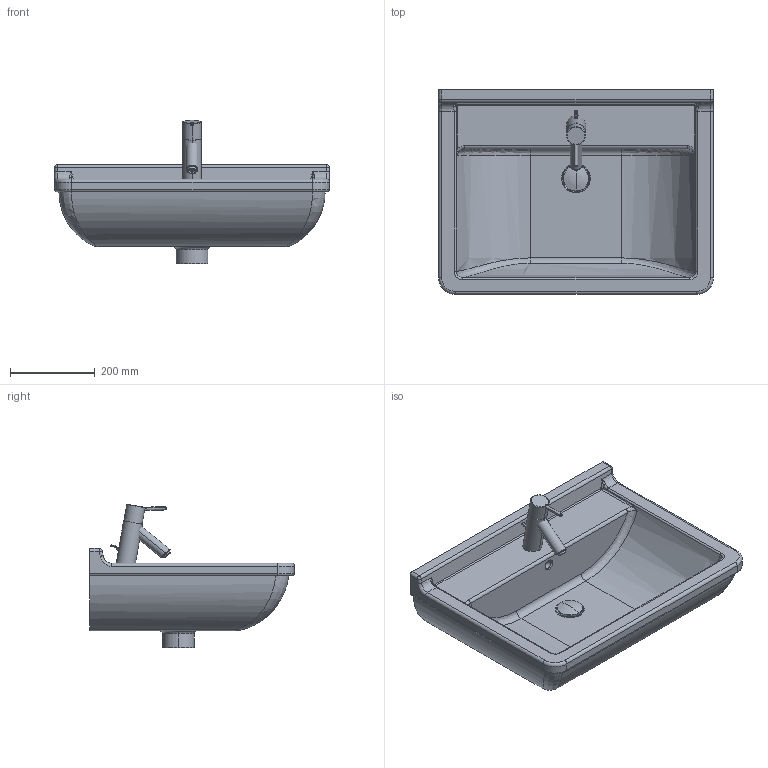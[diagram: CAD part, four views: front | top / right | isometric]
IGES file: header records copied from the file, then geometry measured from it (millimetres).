
Global section: file name: No Iges File Name specified; native system: AutoDesk Inventor R11.0; preprocessor: AutoDesk Inventor Iges Exporter R11.0; author: No Author specified; organization: No Organization specified; date: 20070712.062458; units: millimetre
Bounding box: 650 x 485 x 339.4 mm (x, y, z)
Volume: 20637987.3 mm3; surface area: 1262379.7 mm2
Topology: 8 solids, 8 shells, 209 faces, 492 edges, 291 vertices
Faces by surface type: cylinder 60, plane 51, revolution 31, bspline 31, torus 28, sphere 6, cone 2
